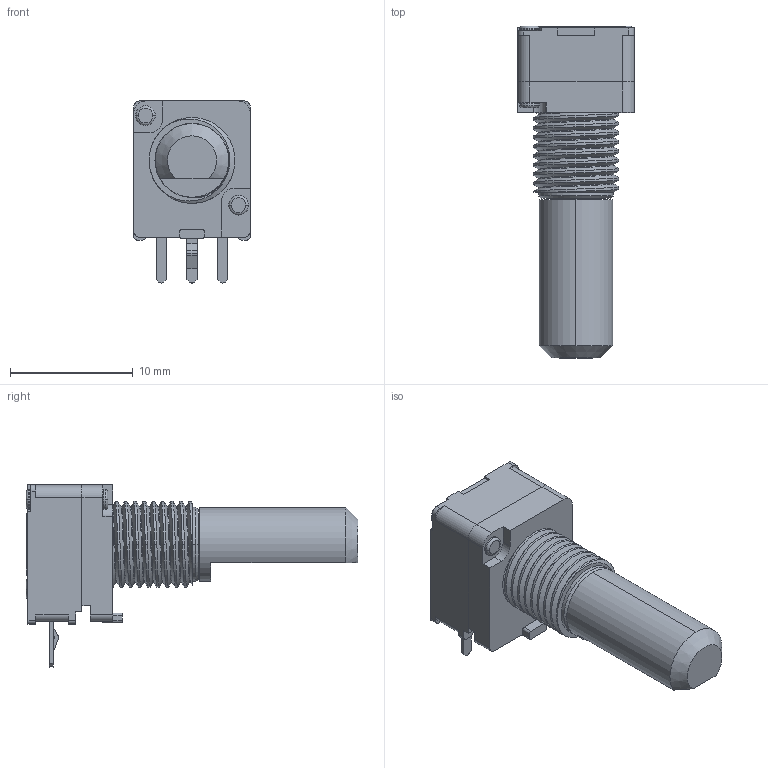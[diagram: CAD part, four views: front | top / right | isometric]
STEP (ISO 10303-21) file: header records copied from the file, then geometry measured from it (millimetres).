
FILE_DESCRIPTION (( 'STEP AP214' ), '1' );
FILE_NAME ('RK0971110-L20.STEP', '2012-02-24T04:59:34', ( '' ), ( '' ), 'SwSTEP 2.0', 'SolidWorks 2010', '' );
FILE_SCHEMA (( 'AUTOMOTIVE_DESIGN' ));
Length unit declared in the file: millimetre
Products named in the file (1): RK0971110-L20
Bounding box: 9.5 x 27.05 x 14.85 mm (x, y, z)
Volume: 1244.5 mm3; surface area: 1049 mm2
Topology: 1 solids, 1 shells, 191 faces, 503 edges, 327 vertices
Faces by surface type: plane 93, cylinder 75, torus 16, bspline 4, cone 3
Entity records: 10183 total; most frequent: CARTESIAN_POINT 3339, ORIENTED_EDGE 1006, DIRECTION 981, EDGE_CURVE 503, AXIS2_PLACEMENT_3D 340, VERTEX_POINT 327, LINE 301, VECTOR 301
